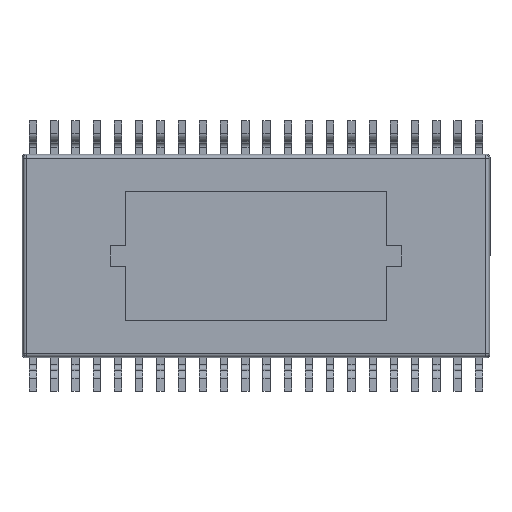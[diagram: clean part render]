
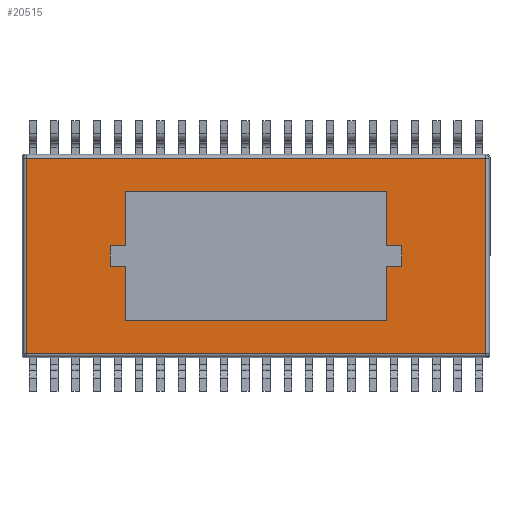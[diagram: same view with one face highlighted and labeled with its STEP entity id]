
A CAD part, front view. The second image highlights one B-rep face of the part: STEP entity #20515.
In plain terms, the highlighted planar face has unit normal (0, -1, 0).
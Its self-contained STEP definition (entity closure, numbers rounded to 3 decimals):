
#266 = LINE ( 'NONE', #10448, #19140 ) ;
#316 = ORIENTED_EDGE ( 'NONE', *, *, #12705, .T. ) ;
#370 = LINE ( 'NONE', #18156, #12054 ) ;
#849 = VERTEX_POINT ( 'NONE', #18537 ) ;
#908 = CARTESIAN_POINT ( 'NONE',  ( -3.915, 0.15, 1.94 ) ) ;
#949 = DIRECTION ( 'NONE',  ( 0., 0., -1. ) ) ;
#1126 = CARTESIAN_POINT ( 'NONE',  ( 6.961, 0.15, -2.919 ) ) ;
#1182 = CARTESIAN_POINT ( 'NONE',  ( 3.915, 0.15, 0.3 ) ) ;
#1317 = EDGE_CURVE ( 'NONE', #17596, #17391, #20671, .T. ) ;
#1460 = CARTESIAN_POINT ( 'NONE',  ( 4.365, 0.15, -0.3 ) ) ;
#1461 = LINE ( 'NONE', #2684, #5586 ) ;
#1725 = DIRECTION ( 'NONE',  ( -1., 0., 0. ) ) ;
#1933 = CARTESIAN_POINT ( 'NONE',  ( 6.869, 0.15, 2.919 ) ) ;
#2013 = DIRECTION ( 'NONE',  ( 0., 0., -1. ) ) ;
#2074 = DIRECTION ( 'NONE',  ( 0., 0., -1. ) ) ;
#2582 = CARTESIAN_POINT ( 'NONE',  ( -3.915, 0.15, -1.94 ) ) ;
#2654 = DIRECTION ( 'NONE',  ( -1., 0., 0. ) ) ;
#2684 = CARTESIAN_POINT ( 'NONE',  ( -4.365, 0.15, -0.3 ) ) ;
#2714 = EDGE_CURVE ( 'NONE', #16166, #17209, #11923, .T. ) ;
#2789 = CARTESIAN_POINT ( 'NONE',  ( 4.365, 0.15, -0.3 ) ) ;
#3406 = LINE ( 'NONE', #20366, #8857 ) ;
#3415 = AXIS2_PLACEMENT_3D ( 'NONE', #20204, #18546, #2013 ) ;
#3829 = EDGE_CURVE ( 'NONE', #8185, #17596, #5921, .T. ) ;
#4192 = EDGE_CURVE ( 'NONE', #9974, #7669, #18566, .T. ) ;
#4200 = DIRECTION ( 'NONE',  ( -1., 0., 0. ) ) ;
#4214 = CARTESIAN_POINT ( 'NONE',  ( -4.365, 0.15, -0.3 ) ) ;
#4334 = CARTESIAN_POINT ( 'NONE',  ( -3.915, 0.15, -0.3 ) ) ;
#4481 = ORIENTED_EDGE ( 'NONE', *, *, #8510, .F. ) ;
#4515 = ORIENTED_EDGE ( 'NONE', *, *, #13289, .T. ) ;
#4519 = DIRECTION ( 'NONE',  ( 1., 0., 0. ) ) ;
#4761 = EDGE_CURVE ( 'NONE', #4996, #19490, #15429, .T. ) ;
#4837 = EDGE_CURVE ( 'NONE', #7567, #9974, #1461, .T. ) ;
#4996 = VERTEX_POINT ( 'NONE', #8100 ) ;
#5009 = CARTESIAN_POINT ( 'NONE',  ( -3.915, 0.15, 1.94 ) ) ;
#5017 = VERTEX_POINT ( 'NONE', #21007 ) ;
#5055 = CARTESIAN_POINT ( 'NONE',  ( 3.915, 0.15, -0.3 ) ) ;
#5216 = VERTEX_POINT ( 'NONE', #1933 ) ;
#5514 = DIRECTION ( 'NONE',  ( 0., 0., -1. ) ) ;
#5586 = VECTOR ( 'NONE', #12748, 1000. ) ;
#5921 = LINE ( 'NONE', #908, #18067 ) ;
#6097 = ORIENTED_EDGE ( 'NONE', *, *, #4761, .T. ) ;
#6137 = ORIENTED_EDGE ( 'NONE', *, *, #17037, .T. ) ;
#6308 = LINE ( 'NONE', #18205, #6563 ) ;
#6317 = DIRECTION ( 'NONE',  ( 1., 0., 0. ) ) ;
#6489 = EDGE_CURVE ( 'NONE', #7669, #12778, #6308, .T. ) ;
#6563 = VECTOR ( 'NONE', #18345, 1000. ) ;
#6737 = DIRECTION ( 'NONE',  ( -1., 0., 0. ) ) ;
#6784 = LINE ( 'NONE', #10307, #8129 ) ;
#7144 = EDGE_CURVE ( 'NONE', #12778, #14901, #9160, .T. ) ;
#7567 = VERTEX_POINT ( 'NONE', #13947 ) ;
#7669 = VERTEX_POINT ( 'NONE', #2582 ) ;
#7848 = ORIENTED_EDGE ( 'NONE', *, *, #1317, .F. ) ;
#8100 = CARTESIAN_POINT ( 'NONE',  ( -6.869, 0.15, 2.919 ) ) ;
#8129 = VECTOR ( 'NONE', #1725, 1000. ) ;
#8185 = VERTEX_POINT ( 'NONE', #15711 ) ;
#8510 = EDGE_CURVE ( 'NONE', #17209, #8185, #3406, .T. ) ;
#8818 = VECTOR ( 'NONE', #2074, 1000. ) ;
#8857 = VECTOR ( 'NONE', #12394, 1000. ) ;
#8912 = ORIENTED_EDGE ( 'NONE', *, *, #4837, .F. ) ;
#9051 = VECTOR ( 'NONE', #5514, 1000. ) ;
#9160 = LINE ( 'NONE', #10948, #14571 ) ;
#9245 = CARTESIAN_POINT ( 'NONE',  ( 6.869, 0.15, 3.011 ) ) ;
#9691 = VECTOR ( 'NONE', #6317, 1000. ) ;
#9849 = ORIENTED_EDGE ( 'NONE', *, *, #14273, .F. ) ;
#9974 = VERTEX_POINT ( 'NONE', #4334 ) ;
#10189 = ORIENTED_EDGE ( 'NONE', *, *, #4192, .F. ) ;
#10307 = CARTESIAN_POINT ( 'NONE',  ( -4.365, 0.15, 0.3 ) ) ;
#10316 = CARTESIAN_POINT ( 'NONE',  ( -6.869, 0.15, -2.919 ) ) ;
#10422 = CARTESIAN_POINT ( 'NONE',  ( -3.915, 0.15, -0.3 ) ) ;
#10448 = CARTESIAN_POINT ( 'NONE',  ( 4.365, 0.15, -0.3 ) ) ;
#10522 = CARTESIAN_POINT ( 'NONE',  ( 4.365, 0.15, 0.3 ) ) ;
#10524 = VERTEX_POINT ( 'NONE', #2789 ) ;
#10556 = LINE ( 'NONE', #4214, #18509 ) ;
#10595 = DIRECTION ( 'NONE',  ( 0., 0., 1. ) ) ;
#10748 = CARTESIAN_POINT ( 'NONE',  ( -6.869, 0.15, -3.011 ) ) ;
#10948 = CARTESIAN_POINT ( 'NONE',  ( 3.915, 0.15, -0.3 ) ) ;
#11083 = VECTOR ( 'NONE', #12402, 1000. ) ;
#11923 = LINE ( 'NONE', #10522, #18318 ) ;
#12054 = VECTOR ( 'NONE', #6737, 1000. ) ;
#12135 = ORIENTED_EDGE ( 'NONE', *, *, #6489, .F. ) ;
#12394 = DIRECTION ( 'NONE',  ( 0., 0., 1. ) ) ;
#12402 = DIRECTION ( 'NONE',  ( 0., 0., -1. ) ) ;
#12545 = EDGE_CURVE ( 'NONE', #17391, #5017, #6784, .T. ) ;
#12705 = EDGE_CURVE ( 'NONE', #19490, #849, #18150, .T. ) ;
#12748 = DIRECTION ( 'NONE',  ( 1., 0., 0. ) ) ;
#12778 = VERTEX_POINT ( 'NONE', #15949 ) ;
#13289 = EDGE_CURVE ( 'NONE', #849, #5216, #18646, .T. ) ;
#13356 = EDGE_CURVE ( 'NONE', #14901, #10524, #15047, .T. ) ;
#13947 = CARTESIAN_POINT ( 'NONE',  ( -4.365, 0.15, -0.3 ) ) ;
#14263 = CARTESIAN_POINT ( 'NONE',  ( 4.365, 0.15, 0.3 ) ) ;
#14273 = EDGE_CURVE ( 'NONE', #10524, #16166, #266, .T. ) ;
#14571 = VECTOR ( 'NONE', #16163, 1000. ) ;
#14694 = FACE_BOUND ( 'NONE', #21352, .T. ) ;
#14901 = VERTEX_POINT ( 'NONE', #5055 ) ;
#15047 = LINE ( 'NONE', #1460, #15817 ) ;
#15088 = PLANE ( 'NONE',  #3415 ) ;
#15115 = ORIENTED_EDGE ( 'NONE', *, *, #16151, .F. ) ;
#15155 = ORIENTED_EDGE ( 'NONE', *, *, #12545, .F. ) ;
#15395 = EDGE_LOOP ( 'NONE', ( #6137, #6097, #316, #4515 ) ) ;
#15429 = LINE ( 'NONE', #10748, #11083 ) ;
#15711 = CARTESIAN_POINT ( 'NONE',  ( 3.915, 0.15, 1.94 ) ) ;
#15712 = FACE_OUTER_BOUND ( 'NONE', #15395, .T. ) ;
#15817 = VECTOR ( 'NONE', #4519, 1000. ) ;
#15949 = CARTESIAN_POINT ( 'NONE',  ( 3.915, 0.15, -1.94 ) ) ;
#15974 = ORIENTED_EDGE ( 'NONE', *, *, #13356, .F. ) ;
#16151 = EDGE_CURVE ( 'NONE', #5017, #7567, #10556, .T. ) ;
#16163 = DIRECTION ( 'NONE',  ( 0., 0., 1. ) ) ;
#16166 = VERTEX_POINT ( 'NONE', #14263 ) ;
#17037 = EDGE_CURVE ( 'NONE', #5216, #4996, #370, .T. ) ;
#17209 = VERTEX_POINT ( 'NONE', #1182 ) ;
#17364 = VECTOR ( 'NONE', #20746, 1000. ) ;
#17391 = VERTEX_POINT ( 'NONE', #21408 ) ;
#17596 = VERTEX_POINT ( 'NONE', #5009 ) ;
#17708 = ORIENTED_EDGE ( 'NONE', *, *, #7144, .F. ) ;
#18067 = VECTOR ( 'NONE', #2654, 1000. ) ;
#18150 = LINE ( 'NONE', #1126, #9691 ) ;
#18156 = CARTESIAN_POINT ( 'NONE',  ( -6.961, 0.15, 2.919 ) ) ;
#18205 = CARTESIAN_POINT ( 'NONE',  ( -3.915, 0.15, -1.94 ) ) ;
#18318 = VECTOR ( 'NONE', #4200, 1000. ) ;
#18345 = DIRECTION ( 'NONE',  ( 1., 0., 0. ) ) ;
#18509 = VECTOR ( 'NONE', #949, 1000. ) ;
#18537 = CARTESIAN_POINT ( 'NONE',  ( 6.869, 0.15, -2.919 ) ) ;
#18546 = DIRECTION ( 'NONE',  ( 0., -1., 0. ) ) ;
#18566 = LINE ( 'NONE', #10422, #9051 ) ;
#18646 = LINE ( 'NONE', #9245, #17364 ) ;
#18909 = ORIENTED_EDGE ( 'NONE', *, *, #2714, .F. ) ;
#18966 = ORIENTED_EDGE ( 'NONE', *, *, #3829, .F. ) ;
#19140 = VECTOR ( 'NONE', #10595, 1000. ) ;
#19490 = VERTEX_POINT ( 'NONE', #10316 ) ;
#20204 = CARTESIAN_POINT ( 'NONE',  ( 0., 0.15, 0. ) ) ;
#20263 = CARTESIAN_POINT ( 'NONE',  ( -3.915, 0.15, 0.3 ) ) ;
#20366 = CARTESIAN_POINT ( 'NONE',  ( 3.915, 0.15, 0.3 ) ) ;
#20515 = ADVANCED_FACE ( 'NONE', ( #14694, #15712 ), #15088, .T. ) ;
#20671 = LINE ( 'NONE', #20263, #8818 ) ;
#20746 = DIRECTION ( 'NONE',  ( 0., 0., 1. ) ) ;
#21007 = CARTESIAN_POINT ( 'NONE',  ( -4.365, 0.15, 0.3 ) ) ;
#21352 = EDGE_LOOP ( 'NONE', ( #15155, #7848, #18966, #4481, #18909, #9849, #15974, #17708, #12135, #10189, #8912, #15115 ) ) ;
#21408 = CARTESIAN_POINT ( 'NONE',  ( -3.915, 0.15, 0.3 ) ) ;
